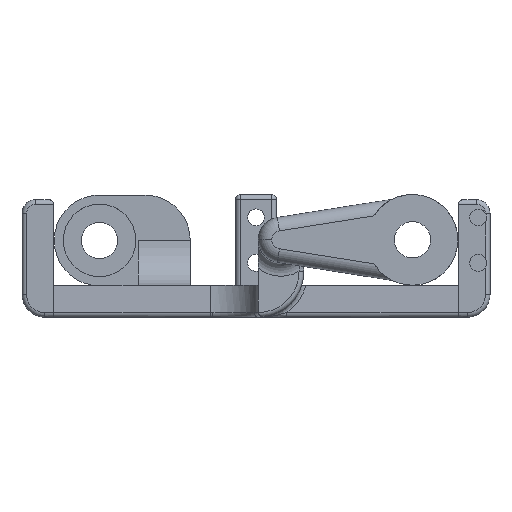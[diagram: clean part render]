
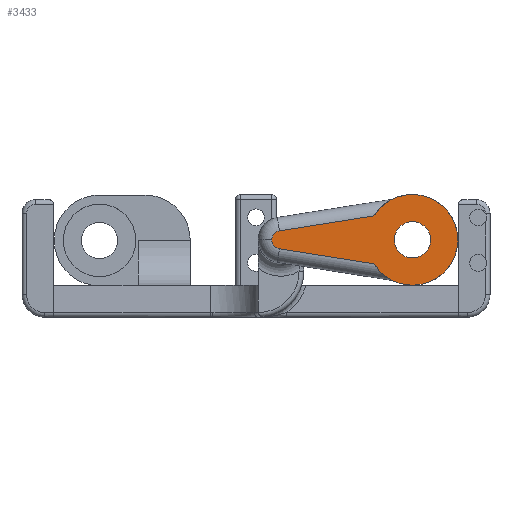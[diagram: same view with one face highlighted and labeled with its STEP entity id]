
A CAD part, top view. The second image highlights one B-rep face of the part: STEP entity #3433.
In plain terms, the highlighted planar face has unit normal (0, 0, 1).
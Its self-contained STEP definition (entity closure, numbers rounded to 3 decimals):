
#16 = CARTESIAN_POINT ( 'NONE',  ( -67.5, -6.5, -1.913 ) ) ;
#70 = CARTESIAN_POINT ( 'NONE',  ( -38.5, -6.5, -1.913 ) ) ;
#136 = DIRECTION ( 'NONE',  ( 1., 0., 0. ) ) ;
#196 = CARTESIAN_POINT ( 'NONE',  ( -67.813, -4.525, -1.913 ) ) ;
#202 = LINE ( 'NONE', #1774, #1108 ) ;
#243 = EDGE_CURVE ( 'NONE', #2786, #1138, #3443, .T. ) ;
#354 = ORIENTED_EDGE ( 'NONE', *, *, #3985, .T. ) ;
#368 = VERTEX_POINT ( 'NONE', #1647 ) ;
#433 = ORIENTED_EDGE ( 'NONE', *, *, #3488, .F. ) ;
#620 = EDGE_CURVE ( 'NONE', #1138, #368, #2529, .T. ) ;
#651 = VERTEX_POINT ( 'NONE', #2931 ) ;
#751 = DIRECTION ( 'NONE',  ( 0., 0., 1. ) ) ;
#785 = EDGE_LOOP ( 'NONE', ( #354, #3414, #1812, #1829, #2433 ) ) ;
#826 = CARTESIAN_POINT ( 'NONE',  ( -46.996, -1.226, -1.913 ) ) ;
#860 = CARTESIAN_POINT ( 'NONE',  ( -39.524, -0.041, -1.913 ) ) ;
#1039 = EDGE_CURVE ( 'NONE', #3941, #2786, #1913, .T. ) ;
#1108 = VECTOR ( 'NONE', #2927, 1000. ) ;
#1138 = VERTEX_POINT ( 'NONE', #1337 ) ;
#1146 = FACE_OUTER_BOUND ( 'NONE', #785, .T. ) ;
#1147 = CIRCLE ( 'NONE', #1289, 4. ) ;
#1165 = DIRECTION ( 'NONE',  ( 0., 0., 1. ) ) ;
#1223 = EDGE_CURVE ( 'NONE', #651, #3237, #3682, .T. ) ;
#1289 = AXIS2_PLACEMENT_3D ( 'NONE', #2556, #3218, #1879 ) ;
#1337 = CARTESIAN_POINT ( 'NONE',  ( -69.5, -6.5, -1.913 ) ) ;
#1406 = DIRECTION ( 'NONE',  ( 1., 0., 0. ) ) ;
#1494 = AXIS2_PLACEMENT_3D ( 'NONE', #3613, #1845, #3590 ) ;
#1499 = CARTESIAN_POINT ( 'NONE',  ( -38.5, -6.5, -1.913 ) ) ;
#1591 = AXIS2_PLACEMENT_3D ( 'NONE', #16, #3862, #1406 ) ;
#1647 = CARTESIAN_POINT ( 'NONE',  ( -67.813, -8.475, -1.913 ) ) ;
#1774 = CARTESIAN_POINT ( 'NONE',  ( -39.524, -12.959, -1.913 ) ) ;
#1812 = ORIENTED_EDGE ( 'NONE', *, *, #243, .T. ) ;
#1829 = ORIENTED_EDGE ( 'NONE', *, *, #620, .T. ) ;
#1845 = DIRECTION ( 'NONE',  ( 0., 0., 1. ) ) ;
#1869 = EDGE_CURVE ( 'NONE', #368, #3802, #202, .T. ) ;
#1870 = DIRECTION ( 'NONE',  ( 0., 0., 1. ) ) ;
#1879 = DIRECTION ( 'NONE',  ( 1., 0., 0. ) ) ;
#1913 = LINE ( 'NONE', #860, #4266 ) ;
#1982 = CARTESIAN_POINT ( 'NONE',  ( -46.996, -11.774, -1.913 ) ) ;
#2141 = CARTESIAN_POINT ( 'NONE',  ( -38.5, -6.5, -1.913 ) ) ;
#2156 = FACE_BOUND ( 'NONE', #2736, .T. ) ;
#2204 = DIRECTION ( 'NONE',  ( -0.988, -0.157, 0. ) ) ;
#2217 = PLANE ( 'NONE',  #4326 ) ;
#2268 = AXIS2_PLACEMENT_3D ( 'NONE', #1499, #1870, #2926 ) ;
#2433 = ORIENTED_EDGE ( 'NONE', *, *, #1869, .T. ) ;
#2529 = CIRCLE ( 'NONE', #1591, 2. ) ;
#2556 = CARTESIAN_POINT ( 'NONE',  ( -38.5, -6.5, -1.913 ) ) ;
#2736 = EDGE_LOOP ( 'NONE', ( #433, #3851 ) ) ;
#2786 = VERTEX_POINT ( 'NONE', #196 ) ;
#2801 = DIRECTION ( 'NONE',  ( 1., 0., 0. ) ) ;
#2926 = DIRECTION ( 'NONE',  ( 1., 0., 0. ) ) ;
#2927 = DIRECTION ( 'NONE',  ( 0.988, -0.157, 0. ) ) ;
#2931 = CARTESIAN_POINT ( 'NONE',  ( -34.5, -6.5, -1.913 ) ) ;
#3218 = DIRECTION ( 'NONE',  ( 0., 0., 1. ) ) ;
#3237 = VERTEX_POINT ( 'NONE', #4181 ) ;
#3414 = ORIENTED_EDGE ( 'NONE', *, *, #1039, .T. ) ;
#3433 = ADVANCED_FACE ( 'NONE', ( #1146, #2156 ), #2217, .T. ) ;
#3443 = CIRCLE ( 'NONE', #1494, 2. ) ;
#3488 = EDGE_CURVE ( 'NONE', #3237, #651, #1147, .T. ) ;
#3590 = DIRECTION ( 'NONE',  ( 1., 0., 0. ) ) ;
#3613 = CARTESIAN_POINT ( 'NONE',  ( -67.5, -6.5, -1.913 ) ) ;
#3682 = CIRCLE ( 'NONE', #3898, 4. ) ;
#3802 = VERTEX_POINT ( 'NONE', #1982 ) ;
#3851 = ORIENTED_EDGE ( 'NONE', *, *, #1223, .F. ) ;
#3862 = DIRECTION ( 'NONE',  ( 0., 0., 1. ) ) ;
#3898 = AXIS2_PLACEMENT_3D ( 'NONE', #2141, #751, #2801 ) ;
#3935 = CIRCLE ( 'NONE', #2268, 10. ) ;
#3941 = VERTEX_POINT ( 'NONE', #826 ) ;
#3985 = EDGE_CURVE ( 'NONE', #3802, #3941, #3935, .T. ) ;
#4181 = CARTESIAN_POINT ( 'NONE',  ( -42.5, -6.5, -1.913 ) ) ;
#4266 = VECTOR ( 'NONE', #2204, 1000. ) ;
#4326 = AXIS2_PLACEMENT_3D ( 'NONE', #70, #1165, #136 ) ;
